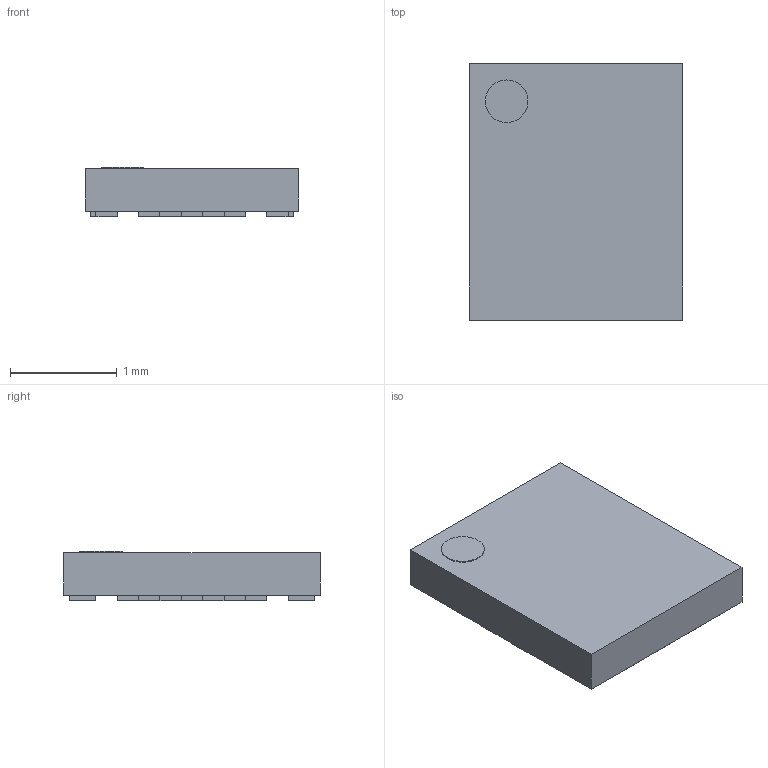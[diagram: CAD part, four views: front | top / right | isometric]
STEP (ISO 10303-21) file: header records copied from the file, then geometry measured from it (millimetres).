
FILE_DESCRIPTION (( 'STEP AP214' ), '1' );
FILE_NAME ('759A6995-A3C0-4D38-A0BC-FAFB747ECDC8.STEP', '2022-12-25T23:43:17', ( '' ), ( '' ), 'SwSTEP 2.0', 'SolidWorks 2022', '' );
FILE_SCHEMA (( 'AUTOMOTIVE_DESIGN' ));
Length unit declared in the file: millimetre
Products named in the file (1): 759A6995-A3C0-4D38-A0BC-FAFB747ECDC8
Bounding box: 2 x 2.4 x 0.46 mm (x, y, z)
Volume: 2 mm3; surface area: 14.2 mm2
Topology: 1 solids, 1 shells, 104 faces, 246 edges, 164 vertices
Faces by surface type: plane 102, cylinder 2
Entity records: 3067 total; most frequent: CARTESIAN_POINT 515, ORIENTED_EDGE 492, DIRECTION 460, EDGE_CURVE 246, VECTOR 242, LINE 242, VERTEX_POINT 164, EDGE_LOOP 124
